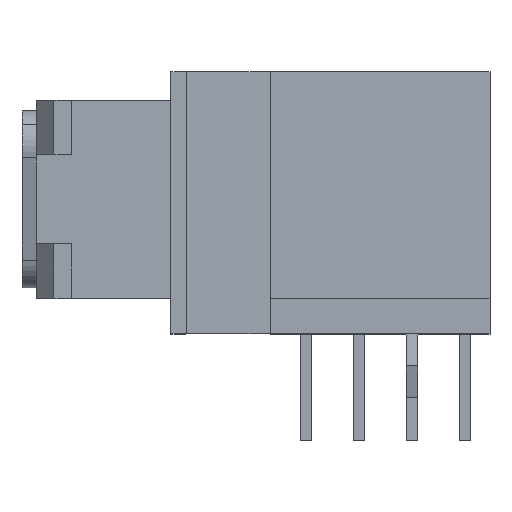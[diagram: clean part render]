
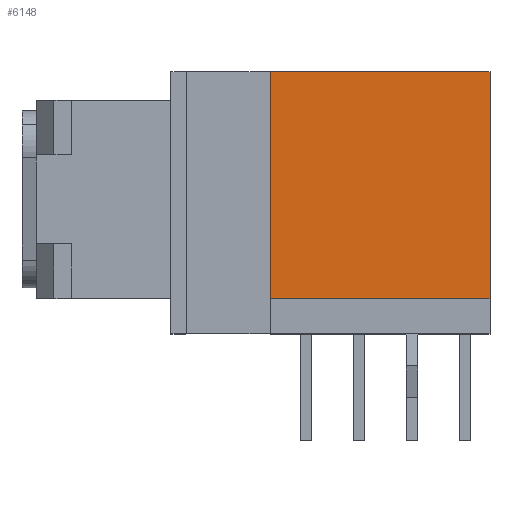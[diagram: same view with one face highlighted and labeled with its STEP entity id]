
A CAD part, left-side view. The second image highlights one B-rep face of the part: STEP entity #6148.
In plain terms, the highlighted planar face has unit normal (-1, 0, 0).
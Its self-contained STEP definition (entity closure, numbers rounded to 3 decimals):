
#6085=CARTESIAN_POINT('',(-15.875,2.227,0.));
#6086=VERTEX_POINT('',#6085);
#6093=CARTESIAN_POINT('',(-15.875,2.227,9.398));
#6094=VERTEX_POINT('',#6093);
#6095=CARTESIAN_POINT('',(-15.875,2.227,9.398));
#6096=DIRECTION('',(0.0,0.0,-1.0));
#6097=VECTOR('',#6096,9.398);
#6098=LINE('',#6095,#6097);
#6099=EDGE_CURVE('',#6094,#6086,#6098,.T.);
#6118=CARTESIAN_POINT('',(-15.875,2.227,9.398));
#6119=DIRECTION('',(-1.0,0.0,0.0));
#6120=DIRECTION('',(0.0,0.0,1.0));
#6121=AXIS2_PLACEMENT_3D('',#6118,#6119,#6120);
#6122=PLANE('',#6121);
#6123=CARTESIAN_POINT('',(-15.875,-5.647,0.));
#6124=VERTEX_POINT('',#6123);
#6125=CARTESIAN_POINT('',(-15.875,2.227,0.));
#6126=DIRECTION('',(0.0,-1.0,0.0));
#6127=VECTOR('',#6126,7.874);
#6128=LINE('',#6125,#6127);
#6129=EDGE_CURVE('',#6086,#6124,#6128,.T.);
#6130=ORIENTED_EDGE('',*,*,#6129,.T.);
#6131=CARTESIAN_POINT('',(-15.875,-5.647,9.398));
#6132=VERTEX_POINT('',#6131);
#6133=CARTESIAN_POINT('',(-15.875,-5.647,9.398));
#6134=DIRECTION('',(0.0,0.0,-1.0));
#6135=VECTOR('',#6134,9.398);
#6136=LINE('',#6133,#6135);
#6137=EDGE_CURVE('',#6132,#6124,#6136,.T.);
#6138=ORIENTED_EDGE('',*,*,#6137,.F.);
#6139=CARTESIAN_POINT('',(-15.875,-5.647,9.398));
#6140=DIRECTION('',(0.0,1.0,0.0));
#6141=VECTOR('',#6140,7.874);
#6142=LINE('',#6139,#6141);
#6143=EDGE_CURVE('',#6132,#6094,#6142,.T.);
#6144=ORIENTED_EDGE('',*,*,#6143,.T.);
#6145=ORIENTED_EDGE('',*,*,#6099,.T.);
#6146=EDGE_LOOP('',(#6130,#6138,#6144,#6145));
#6147=FACE_OUTER_BOUND('',#6146,.T.);
#6148=ADVANCED_FACE('',(#6147),#6122,.T.);
